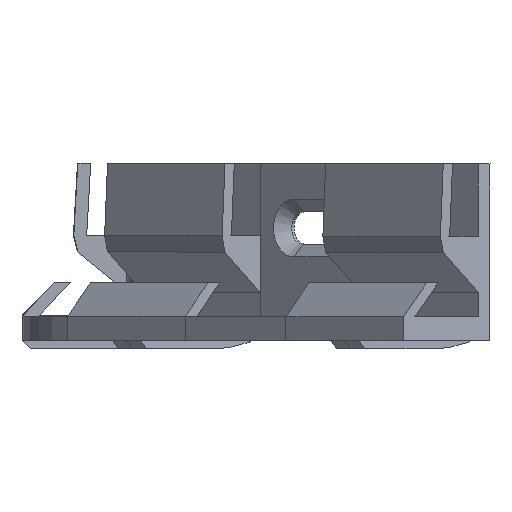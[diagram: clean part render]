
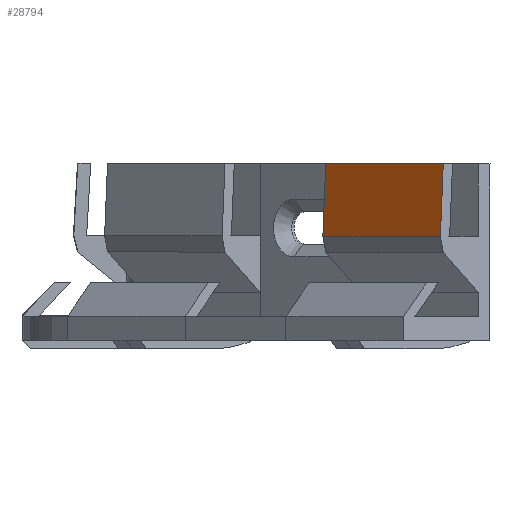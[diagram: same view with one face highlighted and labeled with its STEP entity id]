
A CAD part, left-side view. The second image highlights one B-rep face of the part: STEP entity #28794.
In plain terms, the highlighted face is planar.
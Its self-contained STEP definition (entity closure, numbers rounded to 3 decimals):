
#26899 = PLANE('',#26900);
#26900 = AXIS2_PLACEMENT_3D('',#26901,#26902,#26903);
#26901 = CARTESIAN_POINT('',(-10.5,5.766,9.503));
#26902 = DIRECTION('',(-1.,0.,0.));
#26903 = DIRECTION('',(0.,0.,1.));
#27333 = PLANE('',#27334);
#27334 = AXIS2_PLACEMENT_3D('',#27335,#27336,#27337);
#27335 = CARTESIAN_POINT('',(10.5,5.766,9.503));
#27336 = DIRECTION('',(-1.,0.,0.));
#27337 = DIRECTION('',(0.,0.,1.));
#27593 = VERTEX_POINT('',#27594);
#27594 = CARTESIAN_POINT('',(-10.5,8.1,22.));
#27608 = PLANE('',#27609);
#27609 = AXIS2_PLACEMENT_3D('',#27610,#27611,#27612);
#27610 = CARTESIAN_POINT('',(0.,6.5,22.));
#27611 = DIRECTION('',(0.,0.,-1.));
#27612 = DIRECTION('',(0.,1.,0.));
#27620 = EDGE_CURVE('',#27593,#27621,#27623,.T.);
#27621 = VERTEX_POINT('',#27622);
#27622 = CARTESIAN_POINT('',(-10.5,8.6,13.));
#27623 = SURFACE_CURVE('',#27624,(#27628,#27635),.PCURVE_S1.);
#27624 = LINE('',#27625,#27626);
#27625 = CARTESIAN_POINT('',(-10.5,8.1,22.));
#27626 = VECTOR('',#27627,1.);
#27627 = DIRECTION('',(0.,0.055,-0.998));
#27628 = PCURVE('',#26899,#27629);
#27629 = DEFINITIONAL_REPRESENTATION('',(#27630),#27634);
#27630 = LINE('',#27631,#27632);
#27631 = CARTESIAN_POINT('',(12.497,2.334));
#27632 = VECTOR('',#27633,1.);
#27633 = DIRECTION('',(-0.998,0.055));
#27634 = ( GEOMETRIC_REPRESENTATION_CONTEXT(2) 
PARAMETRIC_REPRESENTATION_CONTEXT() REPRESENTATION_CONTEXT('2D SPACE',''
  ) );
#27635 = PCURVE('',#27636,#27641);
#27636 = PLANE('',#27637);
#27637 = AXIS2_PLACEMENT_3D('',#27638,#27639,#27640);
#27638 = CARTESIAN_POINT('',(0.,8.1,22.));
#27639 = DIRECTION('',(-0.,-0.998,-0.055));
#27640 = DIRECTION('',(0.,0.055,-0.998));
#27641 = DEFINITIONAL_REPRESENTATION('',(#27642),#27646);
#27642 = LINE('',#27643,#27644);
#27643 = CARTESIAN_POINT('',(0.,-10.5));
#27644 = VECTOR('',#27645,1.);
#27645 = DIRECTION('',(1.,0.));
#27646 = ( GEOMETRIC_REPRESENTATION_CONTEXT(2) 
PARAMETRIC_REPRESENTATION_CONTEXT() REPRESENTATION_CONTEXT('2D SPACE',''
  ) );
#27664 = PLANE('',#27665);
#27665 = AXIS2_PLACEMENT_3D('',#27666,#27667,#27668);
#27666 = CARTESIAN_POINT('',(0.,8.6,13.));
#27667 = DIRECTION('',(0.,-0.97,0.243));
#27668 = DIRECTION('',(-0.,-0.243,-0.97));
#28439 = VERTEX_POINT('',#28440);
#28440 = CARTESIAN_POINT('',(10.5,8.1,22.));
#28461 = EDGE_CURVE('',#28439,#28462,#28464,.T.);
#28462 = VERTEX_POINT('',#28463);
#28463 = CARTESIAN_POINT('',(10.5,8.6,13.));
#28464 = SURFACE_CURVE('',#28465,(#28469,#28476),.PCURVE_S1.);
#28465 = LINE('',#28466,#28467);
#28466 = CARTESIAN_POINT('',(10.5,8.1,22.));
#28467 = VECTOR('',#28468,1.);
#28468 = DIRECTION('',(0.,0.055,-0.998));
#28469 = PCURVE('',#27333,#28470);
#28470 = DEFINITIONAL_REPRESENTATION('',(#28471),#28475);
#28471 = LINE('',#28472,#28473);
#28472 = CARTESIAN_POINT('',(12.497,2.334));
#28473 = VECTOR('',#28474,1.);
#28474 = DIRECTION('',(-0.998,0.055));
#28475 = ( GEOMETRIC_REPRESENTATION_CONTEXT(2) 
PARAMETRIC_REPRESENTATION_CONTEXT() REPRESENTATION_CONTEXT('2D SPACE',''
  ) );
#28476 = PCURVE('',#27636,#28477);
#28477 = DEFINITIONAL_REPRESENTATION('',(#28478),#28482);
#28478 = LINE('',#28479,#28480);
#28479 = CARTESIAN_POINT('',(0.,10.5));
#28480 = VECTOR('',#28481,1.);
#28481 = DIRECTION('',(1.,0.));
#28482 = ( GEOMETRIC_REPRESENTATION_CONTEXT(2) 
PARAMETRIC_REPRESENTATION_CONTEXT() REPRESENTATION_CONTEXT('2D SPACE',''
  ) );
#28772 = EDGE_CURVE('',#28439,#27593,#28773,.T.);
#28773 = SURFACE_CURVE('',#28774,(#28778,#28785),.PCURVE_S1.);
#28774 = LINE('',#28775,#28776);
#28775 = CARTESIAN_POINT('',(10.5,8.1,22.));
#28776 = VECTOR('',#28777,1.);
#28777 = DIRECTION('',(-1.,0.,0.));
#28778 = PCURVE('',#27608,#28779);
#28779 = DEFINITIONAL_REPRESENTATION('',(#28780),#28784);
#28780 = LINE('',#28781,#28782);
#28781 = CARTESIAN_POINT('',(1.6,10.5));
#28782 = VECTOR('',#28783,1.);
#28783 = DIRECTION('',(0.,-1.));
#28784 = ( GEOMETRIC_REPRESENTATION_CONTEXT(2) 
PARAMETRIC_REPRESENTATION_CONTEXT() REPRESENTATION_CONTEXT('2D SPACE',''
  ) );
#28785 = PCURVE('',#27636,#28786);
#28786 = DEFINITIONAL_REPRESENTATION('',(#28787),#28791);
#28787 = LINE('',#28788,#28789);
#28788 = CARTESIAN_POINT('',(0.,10.5));
#28789 = VECTOR('',#28790,1.);
#28790 = DIRECTION('',(0.,-1.));
#28791 = ( GEOMETRIC_REPRESENTATION_CONTEXT(2) 
PARAMETRIC_REPRESENTATION_CONTEXT() REPRESENTATION_CONTEXT('2D SPACE',''
  ) );
#28794 = ADVANCED_FACE('',(#28795),#27636,.F.);
#28795 = FACE_BOUND('',#28796,.F.);
#28796 = EDGE_LOOP('',(#28797,#28798,#28819,#28820));
#28797 = ORIENTED_EDGE('',*,*,#27620,.T.);
#28798 = ORIENTED_EDGE('',*,*,#28799,.F.);
#28799 = EDGE_CURVE('',#28462,#27621,#28800,.T.);
#28800 = SURFACE_CURVE('',#28801,(#28805,#28812),.PCURVE_S1.);
#28801 = LINE('',#28802,#28803);
#28802 = CARTESIAN_POINT('',(10.5,8.6,13.));
#28803 = VECTOR('',#28804,1.);
#28804 = DIRECTION('',(-1.,0.,0.));
#28805 = PCURVE('',#27636,#28806);
#28806 = DEFINITIONAL_REPRESENTATION('',(#28807),#28811);
#28807 = LINE('',#28808,#28809);
#28808 = CARTESIAN_POINT('',(9.014,10.5));
#28809 = VECTOR('',#28810,1.);
#28810 = DIRECTION('',(0.,-1.));
#28811 = ( GEOMETRIC_REPRESENTATION_CONTEXT(2) 
PARAMETRIC_REPRESENTATION_CONTEXT() REPRESENTATION_CONTEXT('2D SPACE',''
  ) );
#28812 = PCURVE('',#27664,#28813);
#28813 = DEFINITIONAL_REPRESENTATION('',(#28814),#28818);
#28814 = LINE('',#28815,#28816);
#28815 = CARTESIAN_POINT('',(-0.,10.5));
#28816 = VECTOR('',#28817,1.);
#28817 = DIRECTION('',(0.,-1.));
#28818 = ( GEOMETRIC_REPRESENTATION_CONTEXT(2) 
PARAMETRIC_REPRESENTATION_CONTEXT() REPRESENTATION_CONTEXT('2D SPACE',''
  ) );
#28819 = ORIENTED_EDGE('',*,*,#28461,.F.);
#28820 = ORIENTED_EDGE('',*,*,#28772,.T.);
